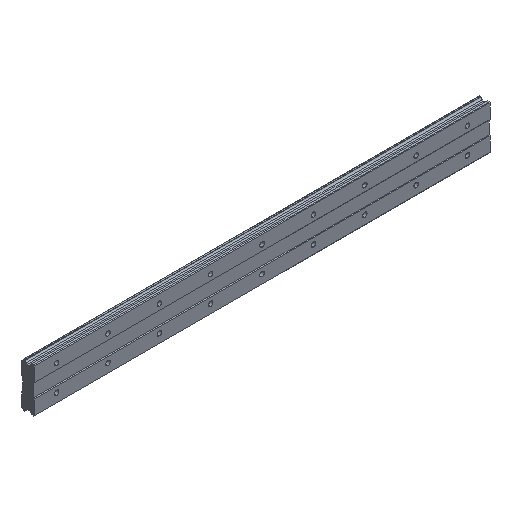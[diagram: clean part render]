
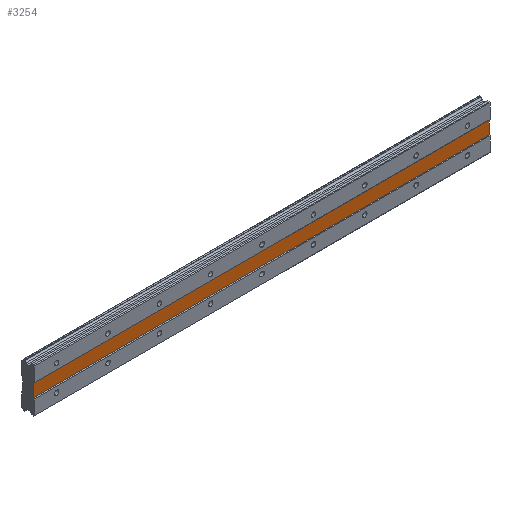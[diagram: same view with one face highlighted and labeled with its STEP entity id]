
A CAD part, isometric view. The second image highlights one B-rep face of the part: STEP entity #3254.
In plain terms, the highlighted planar face has unit normal (0, -1, 0).
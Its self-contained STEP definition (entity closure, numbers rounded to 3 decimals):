
#39 = EDGE_CURVE ( 'NONE', #1989, #820, #119, .T. ) ;
#119 = LINE ( 'NONE', #2832, #696 ) ;
#149 = VECTOR ( 'NONE', #2307, 1000. ) ;
#160 = DIRECTION ( 'NONE',  ( 1., 0., 0. ) ) ;
#386 = DIRECTION ( 'NONE',  ( 1., 0., 0. ) ) ;
#458 = EDGE_CURVE ( 'NONE', #2285, #3853, #1859, .T. ) ;
#562 = CARTESIAN_POINT ( 'NONE',  ( 675., 1., 10. ) ) ;
#696 = VECTOR ( 'NONE', #160, 1000. ) ;
#758 = CARTESIAN_POINT ( 'NONE',  ( 675., 1., -10. ) ) ;
#793 = CARTESIAN_POINT ( 'NONE',  ( 675., 1., 10. ) ) ;
#795 = DIRECTION ( 'NONE',  ( 0., 0., -1. ) ) ;
#812 = PLANE ( 'NONE',  #2886 ) ;
#820 = VERTEX_POINT ( 'NONE', #793 ) ;
#1075 = LINE ( 'NONE', #2270, #149 ) ;
#1164 = DIRECTION ( 'NONE',  ( 0., 1., 0. ) ) ;
#1167 = ORIENTED_EDGE ( 'NONE', *, *, #458, .T. ) ;
#1194 = CARTESIAN_POINT ( 'NONE',  ( -35., 1., -10. ) ) ;
#1431 = FACE_OUTER_BOUND ( 'NONE', #2211, .T. ) ;
#1590 = ORIENTED_EDGE ( 'NONE', *, *, #3283, .T. ) ;
#1666 = CARTESIAN_POINT ( 'NONE',  ( 675., 1., -10. ) ) ;
#1815 = EDGE_CURVE ( 'NONE', #820, #3853, #3173, .T. ) ;
#1859 = LINE ( 'NONE', #758, #1870 ) ;
#1867 = ORIENTED_EDGE ( 'NONE', *, *, #39, .F. ) ;
#1870 = VECTOR ( 'NONE', #386, 1000. ) ;
#1989 = VERTEX_POINT ( 'NONE', #3740 ) ;
#2211 = EDGE_LOOP ( 'NONE', ( #1167, #2369, #1867, #1590 ) ) ;
#2270 = CARTESIAN_POINT ( 'NONE',  ( -35., 1., 34.482 ) ) ;
#2285 = VERTEX_POINT ( 'NONE', #1194 ) ;
#2307 = DIRECTION ( 'NONE',  ( 0., 0., -1. ) ) ;
#2369 = ORIENTED_EDGE ( 'NONE', *, *, #1815, .F. ) ;
#2832 = CARTESIAN_POINT ( 'NONE',  ( 675., 1., 10. ) ) ;
#2886 = AXIS2_PLACEMENT_3D ( 'NONE', #562, #1164, #2937 ) ;
#2937 = DIRECTION ( 'NONE',  ( 0., 0., 1. ) ) ;
#3173 = LINE ( 'NONE', #3474, #3530 ) ;
#3254 = ADVANCED_FACE ( 'NONE', ( #1431 ), #812, .F. ) ;
#3283 = EDGE_CURVE ( 'NONE', #1989, #2285, #1075, .T. ) ;
#3474 = CARTESIAN_POINT ( 'NONE',  ( 675., 1., 34.482 ) ) ;
#3530 = VECTOR ( 'NONE', #795, 1000. ) ;
#3740 = CARTESIAN_POINT ( 'NONE',  ( -35., 1., 10. ) ) ;
#3853 = VERTEX_POINT ( 'NONE', #1666 ) ;
